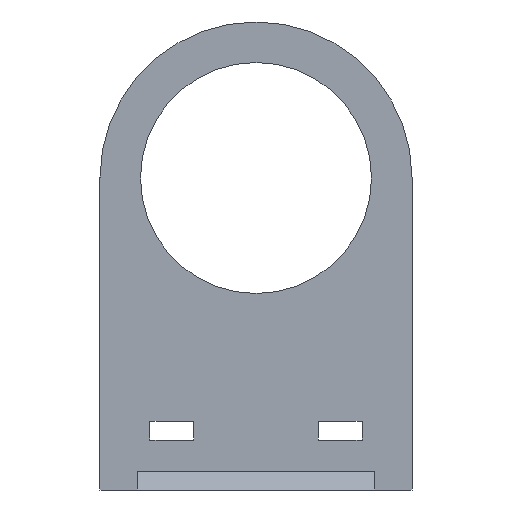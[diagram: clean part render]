
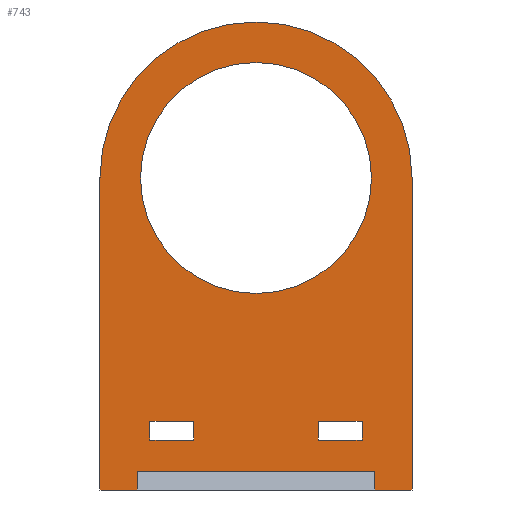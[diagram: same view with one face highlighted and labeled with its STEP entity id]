
A CAD part, left-side view. The second image highlights one B-rep face of the part: STEP entity #743.
In plain terms, the highlighted planar face has unit normal (-1, 0, 0).
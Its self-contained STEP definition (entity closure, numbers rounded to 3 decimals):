
#84=CARTESIAN_POINT('',(25.5,0.,0.));
#85=DIRECTION('',(1.,0.,0.));
#86=DIRECTION('',(0.,-1.,0.));
#87=AXIS2_PLACEMENT_3D('',#84,#85,#86);
#89=CARTESIAN_POINT('',(25.5,0.,0.));
#90=DIRECTION('',(1.,0.,0.));
#91=DIRECTION('',(0.,1.,0.));
#92=AXIS2_PLACEMENT_3D('',#89,#90,#91);
#94=DIRECTION('',(0.,0.,1.));
#95=VECTOR('',#94,3.);
#96=CARTESIAN_POINT('',(25.5,17.,-42.));
#97=LINE('',#96,#95);
#98=DIRECTION('',(0.,1.,0.));
#99=VECTOR('',#98,7.);
#100=CARTESIAN_POINT('',(25.5,10.,-42.));
#101=LINE('',#100,#99);
#102=DIRECTION('',(0.,0.,-1.));
#103=VECTOR('',#102,3.);
#104=CARTESIAN_POINT('',(25.5,10.,-39.));
#105=LINE('',#104,#103);
#106=DIRECTION('',(0.,-1.,0.));
#107=VECTOR('',#106,7.);
#108=CARTESIAN_POINT('',(25.5,17.,-39.));
#109=LINE('',#108,#107);
#110=DIRECTION('',(0.,0.,1.));
#111=VECTOR('',#110,3.);
#112=CARTESIAN_POINT('',(25.5,-10.,-42.));
#113=LINE('',#112,#111);
#114=DIRECTION('',(0.,1.,0.));
#115=VECTOR('',#114,7.);
#116=CARTESIAN_POINT('',(25.5,-17.,-42.));
#117=LINE('',#116,#115);
#118=DIRECTION('',(0.,0.,-1.));
#119=VECTOR('',#118,3.);
#120=CARTESIAN_POINT('',(25.5,-17.,-39.));
#121=LINE('',#120,#119);
#122=DIRECTION('',(0.,-1.,0.));
#123=VECTOR('',#122,7.);
#124=CARTESIAN_POINT('',(25.5,-10.,-39.));
#125=LINE('',#124,#123);
#126=DIRECTION('',(0.,0.,1.));
#127=VECTOR('',#126,50.);
#128=CARTESIAN_POINT('',(25.5,25.,-50.));
#129=LINE('',#128,#127);
#130=DIRECTION('',(0.,0.,-1.));
#131=VECTOR('',#130,50.);
#132=CARTESIAN_POINT('',(25.5,-25.,0.));
#133=LINE('',#132,#131);
#134=DIRECTION('',(0.,-1.,0.));
#135=VECTOR('',#134,6.);
#136=CARTESIAN_POINT('',(25.5,-19.,-50.));
#137=LINE('',#136,#135);
#138=DIRECTION('',(0.,1.,0.));
#139=VECTOR('',#138,38.);
#140=CARTESIAN_POINT('',(25.5,-19.,-47.));
#141=LINE('',#140,#139);
#142=DIRECTION('',(0.,-1.,0.));
#143=VECTOR('',#142,6.);
#144=CARTESIAN_POINT('',(25.5,25.,-50.));
#145=LINE('',#144,#143);
#351=CARTESIAN_POINT('',(25.5,0.,0.));
#352=DIRECTION('',(-1.,0.,0.));
#353=DIRECTION('',(0.,-1.,0.));
#354=AXIS2_PLACEMENT_3D('',#351,#352,#353);
#417=DIRECTION('',(0.,0.,-1.));
#418=VECTOR('',#417,3.);
#419=CARTESIAN_POINT('',(25.5,-19.,-47.));
#420=LINE('',#419,#418);
#437=DIRECTION('',(0.,0.,1.));
#438=VECTOR('',#437,3.);
#439=CARTESIAN_POINT('',(25.5,19.,-50.));
#440=LINE('',#439,#438);
#445=CARTESIAN_POINT('',(25.5,-18.5,0.));
#446=CARTESIAN_POINT('',(25.5,18.5,0.));
#447=VERTEX_POINT('',#445);
#448=VERTEX_POINT('',#446);
#449=CARTESIAN_POINT('',(25.5,-19.,-47.));
#450=CARTESIAN_POINT('',(25.5,19.,-47.));
#451=VERTEX_POINT('',#449);
#452=VERTEX_POINT('',#450);
#453=CARTESIAN_POINT('',(25.5,-25.,0.));
#454=CARTESIAN_POINT('',(25.5,25.,-0.001));
#455=VERTEX_POINT('',#453);
#456=VERTEX_POINT('',#454);
#495=CARTESIAN_POINT('',(25.5,17.,-42.));
#496=CARTESIAN_POINT('',(25.5,17.,-39.));
#497=VERTEX_POINT('',#495);
#498=VERTEX_POINT('',#496);
#499=CARTESIAN_POINT('',(25.5,10.,-39.));
#500=VERTEX_POINT('',#499);
#501=CARTESIAN_POINT('',(25.5,10.,-42.));
#502=VERTEX_POINT('',#501);
#503=CARTESIAN_POINT('',(25.5,-10.,-42.));
#504=CARTESIAN_POINT('',(25.5,-10.,-39.));
#505=VERTEX_POINT('',#503);
#506=VERTEX_POINT('',#504);
#507=CARTESIAN_POINT('',(25.5,-17.,-39.));
#508=VERTEX_POINT('',#507);
#509=CARTESIAN_POINT('',(25.5,-17.,-42.));
#510=VERTEX_POINT('',#509);
#552=CARTESIAN_POINT('',(25.5,-19.,-50.));
#554=VERTEX_POINT('',#552);
#556=CARTESIAN_POINT('',(25.5,19.,-50.));
#558=VERTEX_POINT('',#556);
#559=CARTESIAN_POINT('',(25.5,25.,-50.));
#560=VERTEX_POINT('',#559);
#561=CARTESIAN_POINT('',(25.5,-25.,-50.));
#562=VERTEX_POINT('',#561);
#698=CARTESIAN_POINT('',(25.5,0.,0.));
#699=DIRECTION('',(1.,0.,0.));
#700=DIRECTION('',(0.,-1.,0.));
#701=AXIS2_PLACEMENT_3D('',#698,#699,#700);
#702=PLANE('',#701);
#704=ORIENTED_EDGE('',*,*,#703,.T.);
#706=ORIENTED_EDGE('',*,*,#705,.F.);
#708=ORIENTED_EDGE('',*,*,#707,.T.);
#709=ORIENTED_EDGE('',*,*,#599,.F.);
#711=ORIENTED_EDGE('',*,*,#710,.F.);
#713=ORIENTED_EDGE('',*,*,#712,.T.);
#715=ORIENTED_EDGE('',*,*,#714,.F.);
#716=ORIENTED_EDGE('',*,*,#591,.F.);
#717=EDGE_LOOP('',(#704,#706,#708,#709,#711,#713,#715,#716));
#718=FACE_OUTER_BOUND('',#717,.F.);
#720=ORIENTED_EDGE('',*,*,#719,.F.);
#722=ORIENTED_EDGE('',*,*,#721,.F.);
#724=ORIENTED_EDGE('',*,*,#723,.F.);
#726=ORIENTED_EDGE('',*,*,#725,.F.);
#727=EDGE_LOOP('',(#720,#722,#724,#726));
#728=FACE_BOUND('',#727,.F.);
#730=ORIENTED_EDGE('',*,*,#729,.F.);
#732=ORIENTED_EDGE('',*,*,#731,.F.);
#734=ORIENTED_EDGE('',*,*,#733,.F.);
#736=ORIENTED_EDGE('',*,*,#735,.F.);
#737=EDGE_LOOP('',(#730,#732,#734,#736));
#738=FACE_BOUND('',#737,.F.);
#739=ORIENTED_EDGE('',*,*,#678,.F.);
#740=ORIENTED_EDGE('',*,*,#692,.F.);
#741=EDGE_LOOP('',(#739,#740));
#742=FACE_BOUND('',#741,.F.);
#743=ADVANCED_FACE('',(#718,#728,#738,#742),#702,.F.);
#88=CIRCLE('',#87,18.5);
#93=CIRCLE('',#92,18.5);
#355=CIRCLE('',#354,25.);
#591=EDGE_CURVE('',#560,#558,#145,.T.);
#599=EDGE_CURVE('',#554,#562,#137,.T.);
#678=EDGE_CURVE('',#447,#448,#88,.T.);
#692=EDGE_CURVE('',#448,#447,#93,.T.);
#703=EDGE_CURVE('',#560,#456,#129,.T.);
#705=EDGE_CURVE('',#455,#456,#355,.T.);
#707=EDGE_CURVE('',#455,#562,#133,.T.);
#710=EDGE_CURVE('',#451,#554,#420,.T.);
#712=EDGE_CURVE('',#451,#452,#141,.T.);
#714=EDGE_CURVE('',#558,#452,#440,.T.);
#719=EDGE_CURVE('',#497,#498,#97,.T.);
#721=EDGE_CURVE('',#502,#497,#101,.T.);
#723=EDGE_CURVE('',#500,#502,#105,.T.);
#725=EDGE_CURVE('',#498,#500,#109,.T.);
#729=EDGE_CURVE('',#505,#506,#113,.T.);
#731=EDGE_CURVE('',#510,#505,#117,.T.);
#733=EDGE_CURVE('',#508,#510,#121,.T.);
#735=EDGE_CURVE('',#506,#508,#125,.T.);
